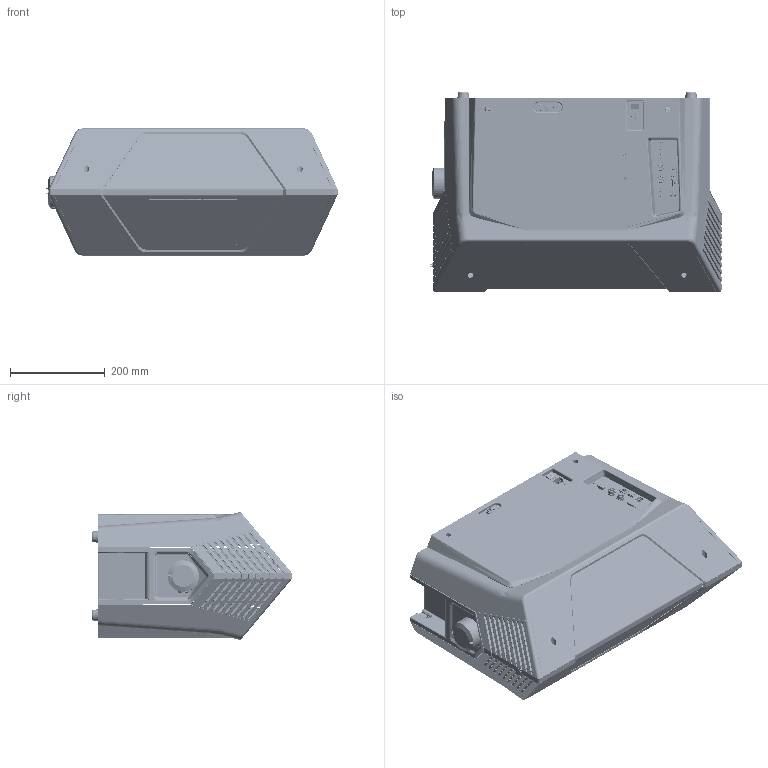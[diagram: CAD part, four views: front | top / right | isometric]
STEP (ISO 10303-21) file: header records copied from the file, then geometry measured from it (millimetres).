
FILE_DESCRIPTION(/* description */ (''),/* implementation_level */ '2;1');
FILE_NAME(/* name */ '016265_002_1-Dummi_stp.stp',/* time_stamp */ '2026-03-26T08:36:10+01:00',/* author */ (''),/* organization */ (''),/* preprocessor_version */ 'ST-DEVELOPER v19.4',/* originating_system */ 'SIEMENS PLM Software NX2306.1700',/* authorisation */ '');
FILE_SCHEMA (('AUTOMOTIVE_DESIGN { 1 0 10303 214 3 1 1 1 }'));
Products named in the file (1): 016265_002_1-Dummi_stp
Bounding box: 615 x 421.24 x 268.51 mm (x, y, z)
Volume: 36212.9 mm3; surface area: 1414021.5 mm2
Topology: 1 solids, 4710 shells, 4723 faces, 31440 edges, 31324 vertices
Faces by surface type: plane 1925, cylinder 1377, bspline 612, cone 351, torus 321, extrusion 126, sphere 11
Full cylindrical faces by diameter (mm): 1.8 x1, 2.438 x1, 2.459 x1, 3.4 x4, 5 x1, 5.18 x1, 6.1 x1, 7.3 x2, 8 x4, 8.5 x1, 10.8 x1, 11 x1, 15.05 x1, 16 x2, 23 x1, 66 x1
Entity records: 418510 total; most frequent: CARTESIAN_POINT 143550, DIRECTION 41777, ORIENTED_EDGE 31352, EDGE_CURVE 31306, VERTEX_POINT 31283, VECTOR 17603, LINE 17477, AXIS2_PLACEMENT_3D 12087
